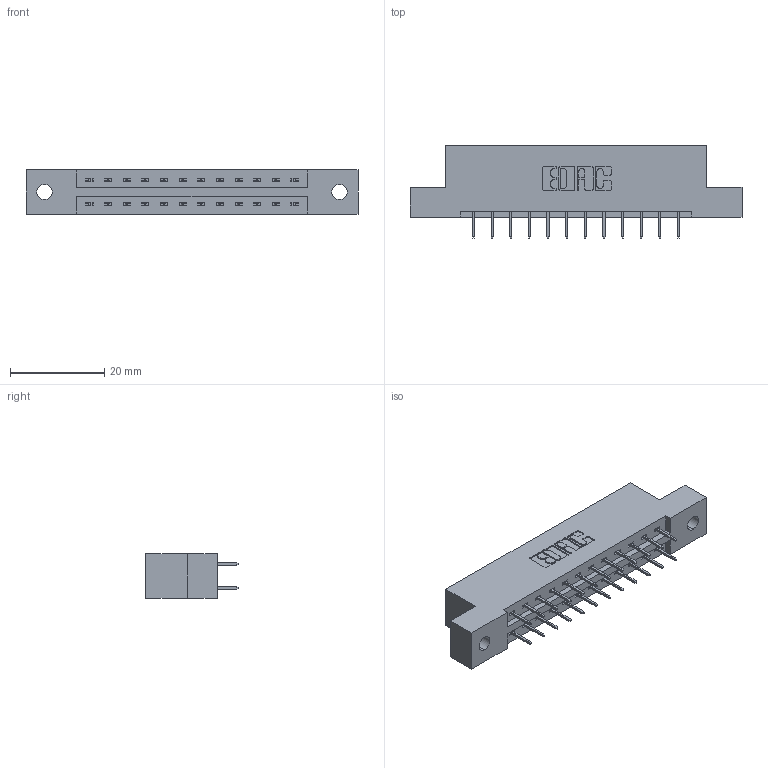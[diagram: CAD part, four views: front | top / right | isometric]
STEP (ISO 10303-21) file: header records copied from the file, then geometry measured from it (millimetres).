
FILE_DESCRIPTION (( 'STEP AP203' ), '1' );
FILE_NAME ('337-024-524-202.STEP', '2018-08-05T19:26:12', ( '' ), ( '' ), 'SwSTEP 2.0', 'SolidWorks 2016', '' );
FILE_SCHEMA (( 'CONFIG_CONTROL_DESIGN' ));
Length unit declared in the file: inch
Products named in the file (3): 337 Part_Flush Mounting Lugs - 0.128 Dia; 345-292-001_345-293-124; 337-024-524-202
Assembly tree (25 placements, depth 2):
  337-024-524-202
    337 Part_Flush Mounting Lugs - 0.128 Dia
    345-292-001_345-293-124  x24
Bounding box: 70.56 x 19.69 x 9.4 mm (x, y, z)
Volume: 6964 mm3; surface area: 7196.2 mm2
Topology: 25 solids, 25 shells, 1506 faces, 4271 edges, 2750 vertices
Faces by surface type: plane 1126, cylinder 380
Entity records: 13261 total; most frequent: CARTESIAN_POINT 2258, ORIENTED_EDGE 2194, DIRECTION 1977, EDGE_CURVE 1097, LINE 973, VECTOR 973, VERTEX_POINT 726, AXIS2_PLACEMENT_3D 502
